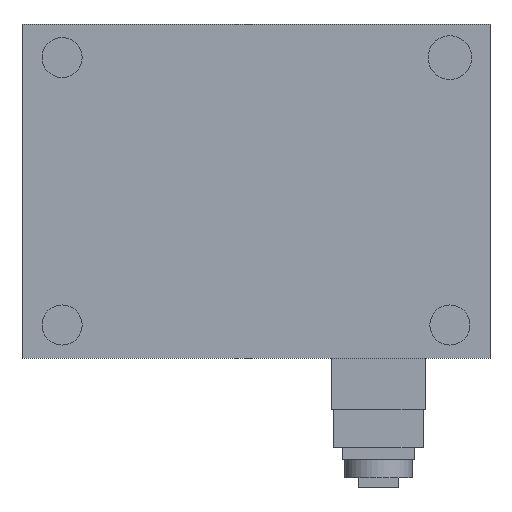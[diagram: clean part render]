
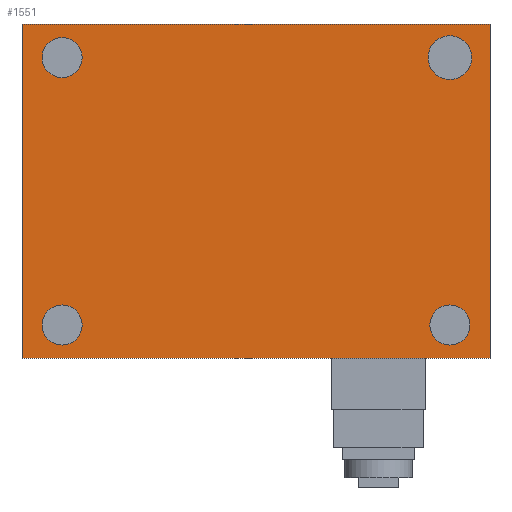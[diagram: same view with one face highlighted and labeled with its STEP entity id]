
A CAD part, front view. The second image highlights one B-rep face of the part: STEP entity #1551.
In plain terms, the highlighted planar face has unit normal (0, -1, 0).
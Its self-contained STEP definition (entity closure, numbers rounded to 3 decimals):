
#1316 = CIRCLE ( 'NONE', #1317, 16.339 ) ;
#1317 = AXIS2_PLACEMENT_3D ( 'NONE', #2954, #2955, #2956 ) ;
#1481 = EDGE_CURVE ( 'NONE', #8188, #8189, #4489, .T. ) ;
#1487 = EDGE_CURVE ( 'NONE', #4936, #4930, #4621, .T. ) ;
#1516 = EDGE_CURVE ( 'NONE', #4930, #4934, #4804, .T. ) ;
#1522 = EDGE_CURVE ( 'NONE', #8193, #8194, #10030, .T. ) ;
#1533 = EDGE_CURVE ( 'NONE', #8184, #8185, #7376, .T. ) ;
#1535 = EDGE_CURVE ( 'NONE', #4936, #4935, #3675, .T. ) ;
#1536 = EDGE_CURVE ( 'NONE', #4935, #4934, #3672, .T. ) ;
#1551 = ADVANCED_FACE ( 'NONE', ( #3862, #3864, #3866, #3868, #3861 ), #3863, .F. ) ;
#2954 = CARTESIAN_POINT ( 'NONE',  ( 320., 0., 100. ) ) ;
#2955 = DIRECTION ( 'NONE',  ( 0., -1., 0. ) ) ;
#2956 = DIRECTION ( 'NONE',  ( 0., 0., 1. ) ) ;
#3655 = CARTESIAN_POINT ( 'NONE',  ( 350., 0., -125. ) ) ;
#3659 = CARTESIAN_POINT ( 'NONE',  ( 30., 0., 100. ) ) ;
#3660 = DIRECTION ( 'NONE',  ( 0., -1., 0. ) ) ;
#3661 = DIRECTION ( 'NONE',  ( 0., 0., 1. ) ) ;
#3672 = LINE ( 'NONE', #3655, #7366 ) ;
#3675 = LINE ( 'NONE', #3676, #7368 ) ;
#3676 = CARTESIAN_POINT ( 'NONE',  ( 350., 0., 125. ) ) ;
#3677 = DIRECTION ( 'NONE',  ( 0., 0., -1. ) ) ;
#3679 = DIRECTION ( 'NONE',  ( -1., 0., 0. ) ) ;
#3861 = FACE_BOUND ( 'NONE', #7560, .T. ) ;
#3862 = FACE_BOUND ( 'NONE', #7564, .T. ) ;
#3863 = PLANE ( 'NONE',  #4469 ) ;
#3864 = FACE_BOUND ( 'NONE', #9487, .T. ) ;
#3866 = FACE_OUTER_BOUND ( 'NONE', #9576, .T. ) ;
#3868 = FACE_BOUND ( 'NONE', #9483, .T. ) ;
#3878 = CARTESIAN_POINT ( 'NONE',  ( 350., 0., 125. ) ) ;
#3879 = DIRECTION ( 'NONE',  ( 0., 1., 0. ) ) ;
#3880 = DIRECTION ( 'NONE',  ( 0., 0., 1. ) ) ;
#4166 = EDGE_CURVE ( 'NONE', #8197, #8198, #1316, .T. ) ;
#4469 = AXIS2_PLACEMENT_3D ( 'NONE', #3878, #3879, #3880 ) ;
#4489 = CIRCLE ( 'NONE', #4495, 15. ) ;
#4495 = AXIS2_PLACEMENT_3D ( 'NONE', #4589, #4590, #4591 ) ;
#4589 = CARTESIAN_POINT ( 'NONE',  ( 30., 0., -100. ) ) ;
#4590 = DIRECTION ( 'NONE',  ( 0., -1., 0. ) ) ;
#4591 = DIRECTION ( 'NONE',  ( 0., 0., 1. ) ) ;
#4620 = CARTESIAN_POINT ( 'NONE',  ( 350., 0., 125. ) ) ;
#4621 = LINE ( 'NONE', #4620, #7602 ) ;
#4630 = DIRECTION ( 'NONE',  ( -1., 0., 0. ) ) ;
#4804 = LINE ( 'NONE', #4805, #10069 ) ;
#4805 = CARTESIAN_POINT ( 'NONE',  ( 0., 0., 125. ) ) ;
#4806 = DIRECTION ( 'NONE',  ( 0., 0., -1. ) ) ;
#4866 = CARTESIAN_POINT ( 'NONE',  ( 320., 0., -100. ) ) ;
#4867 = DIRECTION ( 'NONE',  ( 0., -1., 0. ) ) ;
#4868 = DIRECTION ( 'NONE',  ( 0., 0., 1. ) ) ;
#4930 = VERTEX_POINT ( 'NONE', #5619 ) ;
#4934 = VERTEX_POINT ( 'NONE', #5622 ) ;
#4935 = VERTEX_POINT ( 'NONE', #5623 ) ;
#4936 = VERTEX_POINT ( 'NONE', #5624 ) ;
#4964 = EDGE_CURVE ( 'NONE', #8185, #8184, #7842, .T. ) ;
#4967 = EDGE_CURVE ( 'NONE', #8189, #8188, #7852, .T. ) ;
#4973 = EDGE_CURVE ( 'NONE', #8194, #8193, #7854, .T. ) ;
#4976 = EDGE_CURVE ( 'NONE', #8198, #8197, #7865, .T. ) ;
#5619 = CARTESIAN_POINT ( 'NONE',  ( 0., 0., 125. ) ) ;
#5622 = CARTESIAN_POINT ( 'NONE',  ( 0., 0., -125. ) ) ;
#5623 = CARTESIAN_POINT ( 'NONE',  ( 350., 0., -125. ) ) ;
#5624 = CARTESIAN_POINT ( 'NONE',  ( 350., 0., 125. ) ) ;
#5691 = CARTESIAN_POINT ( 'NONE',  ( 30., 0., 100. ) ) ;
#5692 = DIRECTION ( 'NONE',  ( 0., -1., 0. ) ) ;
#5693 = DIRECTION ( 'NONE',  ( 0., 0., 1. ) ) ;
#5701 = CARTESIAN_POINT ( 'NONE',  ( 30., 0., -100. ) ) ;
#5702 = DIRECTION ( 'NONE',  ( 0., -1., 0. ) ) ;
#5703 = DIRECTION ( 'NONE',  ( 0., 0., 1. ) ) ;
#5717 = CARTESIAN_POINT ( 'NONE',  ( 320., 0., -100. ) ) ;
#5718 = DIRECTION ( 'NONE',  ( 0., -1., 0. ) ) ;
#5719 = DIRECTION ( 'NONE',  ( 0., 0., 1. ) ) ;
#5726 = CARTESIAN_POINT ( 'NONE',  ( 320., 0., 100. ) ) ;
#5727 = DIRECTION ( 'NONE',  ( 0., -1., 0. ) ) ;
#5728 = DIRECTION ( 'NONE',  ( 0., 0., 1. ) ) ;
#7116 = CARTESIAN_POINT ( 'NONE',  ( 30., 0., 115. ) ) ;
#7117 = CARTESIAN_POINT ( 'NONE',  ( 30., 0., 85. ) ) ;
#7120 = CARTESIAN_POINT ( 'NONE',  ( 30., 0., -85. ) ) ;
#7121 = CARTESIAN_POINT ( 'NONE',  ( 30., 0., -115. ) ) ;
#7125 = CARTESIAN_POINT ( 'NONE',  ( 320., 0., -85. ) ) ;
#7126 = CARTESIAN_POINT ( 'NONE',  ( 320., 0., -115. ) ) ;
#7129 = CARTESIAN_POINT ( 'NONE',  ( 320., 0., 116.339 ) ) ;
#7130 = CARTESIAN_POINT ( 'NONE',  ( 320., 0., 83.661 ) ) ;
#7366 = VECTOR ( 'NONE', #3679, 1000. ) ;
#7368 = VECTOR ( 'NONE', #3677, 1000. ) ;
#7376 = CIRCLE ( 'NONE', #7378, 15. ) ;
#7378 = AXIS2_PLACEMENT_3D ( 'NONE', #3659, #3660, #3661 ) ;
#7560 = EDGE_LOOP ( 'NONE', ( #8783, #8782 ) ) ;
#7564 = EDGE_LOOP ( 'NONE', ( #8793, #8792 ) ) ;
#7602 = VECTOR ( 'NONE', #4630, 1000. ) ;
#7842 = CIRCLE ( 'NONE', #7850, 15. ) ;
#7850 = AXIS2_PLACEMENT_3D ( 'NONE', #5691, #5692, #5693 ) ;
#7852 = CIRCLE ( 'NONE', #7855, 15. ) ;
#7854 = CIRCLE ( 'NONE', #7863, 15. ) ;
#7855 = AXIS2_PLACEMENT_3D ( 'NONE', #5701, #5702, #5703 ) ;
#7863 = AXIS2_PLACEMENT_3D ( 'NONE', #5717, #5718, #5719 ) ;
#7865 = CIRCLE ( 'NONE', #7868, 16.339 ) ;
#7868 = AXIS2_PLACEMENT_3D ( 'NONE', #5726, #5727, #5728 ) ;
#8184 = VERTEX_POINT ( 'NONE', #7116 ) ;
#8185 = VERTEX_POINT ( 'NONE', #7117 ) ;
#8188 = VERTEX_POINT ( 'NONE', #7120 ) ;
#8189 = VERTEX_POINT ( 'NONE', #7121 ) ;
#8193 = VERTEX_POINT ( 'NONE', #7125 ) ;
#8194 = VERTEX_POINT ( 'NONE', #7126 ) ;
#8197 = VERTEX_POINT ( 'NONE', #7129 ) ;
#8198 = VERTEX_POINT ( 'NONE', #7130 ) ;
#8782 = ORIENTED_EDGE ( 'NONE', *, *, #4976, .F. ) ;
#8783 = ORIENTED_EDGE ( 'NONE', *, *, #4166, .F. ) ;
#8784 = ORIENTED_EDGE ( 'NONE', *, *, #4967, .F. ) ;
#8785 = ORIENTED_EDGE ( 'NONE', *, *, #1481, .F. ) ;
#8786 = ORIENTED_EDGE ( 'NONE', *, *, #1487, .T. ) ;
#8787 = ORIENTED_EDGE ( 'NONE', *, *, #1535, .F. ) ;
#8788 = ORIENTED_EDGE ( 'NONE', *, *, #1536, .F. ) ;
#8789 = ORIENTED_EDGE ( 'NONE', *, *, #1516, .T. ) ;
#8790 = ORIENTED_EDGE ( 'NONE', *, *, #4964, .F. ) ;
#8791 = ORIENTED_EDGE ( 'NONE', *, *, #1533, .F. ) ;
#8792 = ORIENTED_EDGE ( 'NONE', *, *, #4973, .F. ) ;
#8793 = ORIENTED_EDGE ( 'NONE', *, *, #1522, .F. ) ;
#9483 = EDGE_LOOP ( 'NONE', ( #8785, #8784 ) ) ;
#9487 = EDGE_LOOP ( 'NONE', ( #8791, #8790 ) ) ;
#9576 = EDGE_LOOP ( 'NONE', ( #8789, #8788, #8787, #8786 ) ) ;
#10030 = CIRCLE ( 'NONE', #10031, 15. ) ;
#10031 = AXIS2_PLACEMENT_3D ( 'NONE', #4866, #4867, #4868 ) ;
#10069 = VECTOR ( 'NONE', #4806, 1000. ) ;
